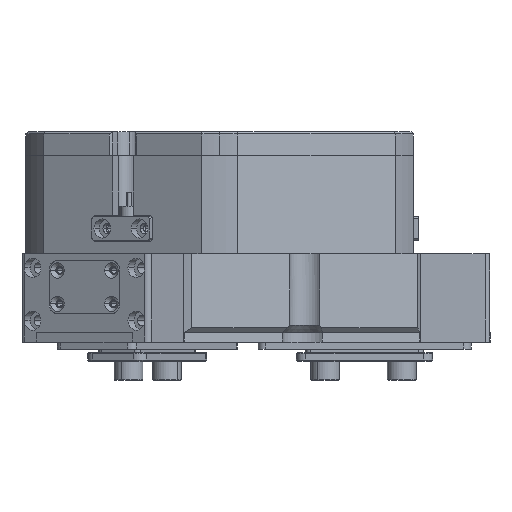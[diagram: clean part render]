
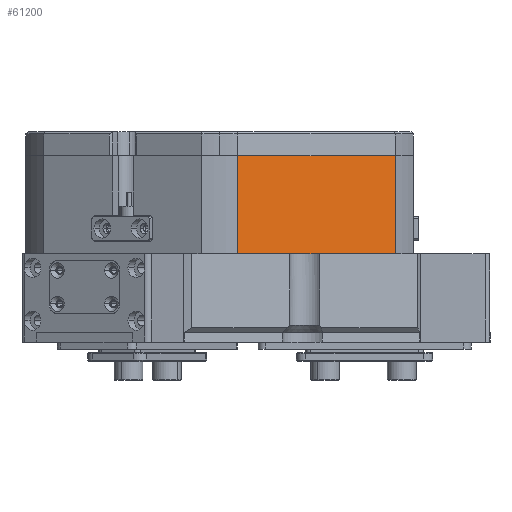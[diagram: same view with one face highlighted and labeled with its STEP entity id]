
A CAD part, front view. The second image highlights one B-rep face of the part: STEP entity #61200.
In plain terms, the highlighted planar face has unit normal (0.5, -0.866, 0).
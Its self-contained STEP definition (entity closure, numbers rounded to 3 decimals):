
#1601 = CARTESIAN_POINT ( 'NONE',  ( 58.381, -45.182, 212. ) ) ;
#2247 = CARTESIAN_POINT ( 'NONE',  ( 25.412, -64.216, 212. ) ) ;
#4762 = VERTEX_POINT ( 'NONE', #30176 ) ;
#5603 = EDGE_CURVE ( 'NONE', #4762, #19449, #13383, .T. ) ;
#13383 = LINE ( 'NONE', #29687, #61372 ) ;
#13390 = AXIS2_PLACEMENT_3D ( 'NONE', #34899, #50292, #24589 ) ;
#15158 = PLANE ( 'NONE',  #13390 ) ;
#15722 = VERTEX_POINT ( 'NONE', #37346 ) ;
#15998 = EDGE_CURVE ( 'NONE', #59016, #15722, #43838, .T. ) ;
#18964 = VECTOR ( 'NONE', #27994, 1000. ) ;
#19449 = VERTEX_POINT ( 'NONE', #43844 ) ;
#23417 = VECTOR ( 'NONE', #42900, 1000. ) ;
#24589 = DIRECTION ( 'NONE',  ( -0.866, -0.5, 0. ) ) ;
#24777 = ORIENTED_EDGE ( 'NONE', *, *, #58306, .T. ) ;
#25018 = FACE_OUTER_BOUND ( 'NONE', #61778, .T. ) ;
#25987 = VECTOR ( 'NONE', #56958, 1000. ) ;
#27994 = DIRECTION ( 'NONE',  ( -0.866, -0.5, 0. ) ) ;
#29687 = CARTESIAN_POINT ( 'NONE',  ( -7.556, -83.251, 212. ) ) ;
#30176 = CARTESIAN_POINT ( 'NONE',  ( -7.556, -83.251, 171. ) ) ;
#31939 = ORIENTED_EDGE ( 'NONE', *, *, #5603, .F. ) ;
#34899 = CARTESIAN_POINT ( 'NONE',  ( 77.374, -34.216, 231.198 ) ) ;
#37346 = CARTESIAN_POINT ( 'NONE',  ( 58.381, -45.182, 171. ) ) ;
#39635 = EDGE_CURVE ( 'NONE', #15722, #4762, #63787, .T. ) ;
#40704 = CARTESIAN_POINT ( 'NONE',  ( 58.381, -45.182, 212. ) ) ;
#42900 = DIRECTION ( 'NONE',  ( 0., 0., -1. ) ) ;
#43838 = LINE ( 'NONE', #1601, #23417 ) ;
#43844 = CARTESIAN_POINT ( 'NONE',  ( -7.556, -83.251, 212. ) ) ;
#50292 = DIRECTION ( 'NONE',  ( -0.5, 0.866, 0. ) ) ;
#56958 = DIRECTION ( 'NONE',  ( -0.866, -0.5, 0. ) ) ;
#57265 = CARTESIAN_POINT ( 'NONE',  ( 77.374, -34.216, 171. ) ) ;
#58306 = EDGE_CURVE ( 'NONE', #59016, #19449, #60622, .T. ) ;
#59016 = VERTEX_POINT ( 'NONE', #40704 ) ;
#59932 = ORIENTED_EDGE ( 'NONE', *, *, #39635, .F. ) ;
#60040 = ORIENTED_EDGE ( 'NONE', *, *, #15998, .F. ) ;
#60253 = DIRECTION ( 'NONE',  ( 0., 0., 1. ) ) ;
#60622 = LINE ( 'NONE', #2247, #25987 ) ;
#61200 = ADVANCED_FACE ( 'NONE', ( #25018 ), #15158, .F. ) ;
#61372 = VECTOR ( 'NONE', #60253, 1000. ) ;
#61778 = EDGE_LOOP ( 'NONE', ( #24777, #31939, #59932, #60040 ) ) ;
#63787 = LINE ( 'NONE', #57265, #18964 ) ;
